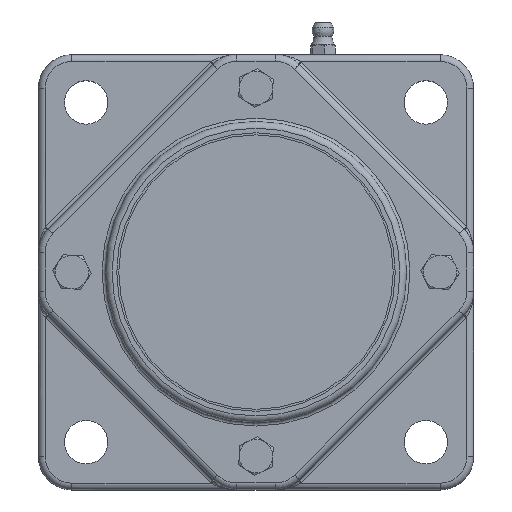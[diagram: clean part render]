
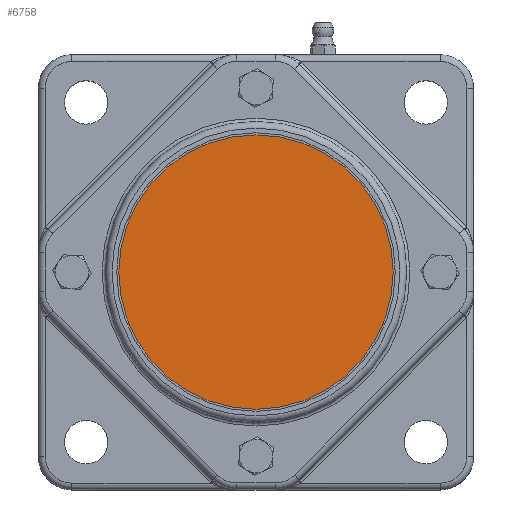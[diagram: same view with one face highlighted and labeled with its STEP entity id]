
A CAD part, top view. The second image highlights one B-rep face of the part: STEP entity #6758.
In plain terms, the highlighted planar face has unit normal (0, 0, 1).
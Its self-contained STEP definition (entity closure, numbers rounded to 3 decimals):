
#1341=PLANE($,#7394);
#1954=FACE_OUTER_BOUND($,#2465,.T.);
#2465=EDGE_LOOP($,(#5414));
#2998=CIRCLE($,#7392,41.);
#3499=VERTEX_POINT($,#11026);
#4193=EDGE_CURVE($,#3499,#3499,#2998,.T.);
#5414=ORIENTED_EDGE($,*,*,#4193,.F.);
#6758=ADVANCED_FACE($,(#1954),#1341,.T.);
#7392=AXIS2_PLACEMENT_3D($,#11027,#8724,#8725);
#7394=AXIS2_PLACEMENT_3D($,#11030,#8728,#8729);
#8724=DIRECTION('center_axis',(0.,0.,
-1.));
#8725=DIRECTION('ref_axis',(-1.,0.,0.));
#8728=DIRECTION('center_axis',(0.,0.,
1.));
#8729=DIRECTION('ref_axis',(-1.,0.,0.));
#11026=CARTESIAN_POINT('',(-97.087,-2.682,15.986));
#11027=CARTESIAN_POINT('Origin',(-138.087,-2.682,15.986));
#11030=CARTESIAN_POINT('Origin',(-138.087,-2.682,15.986));
